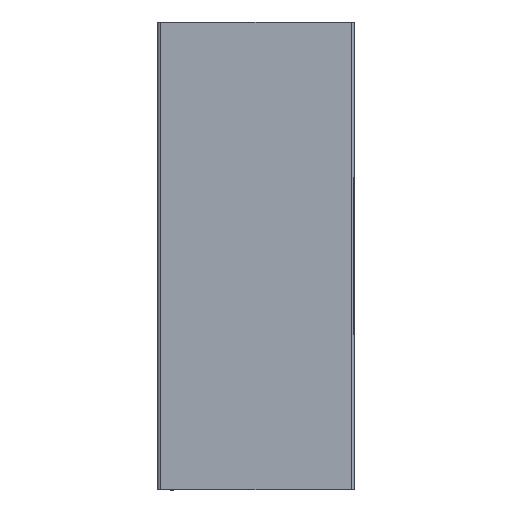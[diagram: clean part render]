
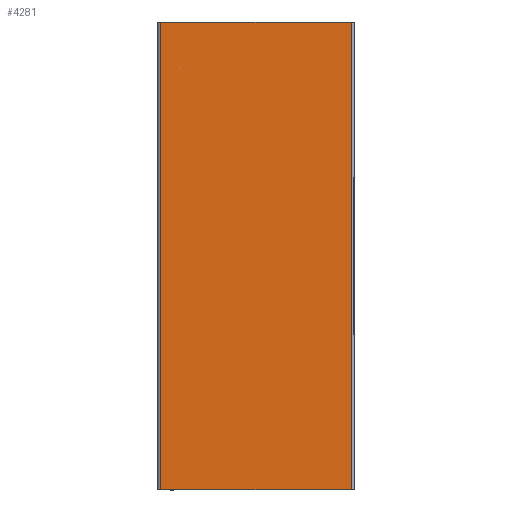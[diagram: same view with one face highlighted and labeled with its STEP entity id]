
A CAD part, left-side view. The second image highlights one B-rep face of the part: STEP entity #4281.
In plain terms, the highlighted planar face has unit normal (-1, 0, 0).
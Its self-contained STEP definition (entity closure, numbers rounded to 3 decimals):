
#132 = ORIENTED_EDGE ( 'NONE', *, *, #244, .F. ) ;
#244 = EDGE_CURVE ( 'NONE', #2256, #1385, #3806, .T. ) ;
#306 = CARTESIAN_POINT ( 'NONE',  ( 0., -102., 500. ) ) ;
#309 = DIRECTION ( 'NONE',  ( 0., 0., -1. ) ) ;
#377 = EDGE_CURVE ( 'NONE', #1340, #1385, #1338, .T. ) ;
#389 = VECTOR ( 'NONE', #309, 1000. ) ;
#394 = LINE ( 'NONE', #3020, #3865 ) ;
#978 = VECTOR ( 'NONE', #4390, 1000. ) ;
#1098 = CARTESIAN_POINT ( 'NONE',  ( 0., -102., 0. ) ) ;
#1182 = FACE_OUTER_BOUND ( 'NONE', #1594, .T. ) ;
#1338 = LINE ( 'NONE', #1952, #389 ) ;
#1340 = VERTEX_POINT ( 'NONE', #4251 ) ;
#1385 = VERTEX_POINT ( 'NONE', #2797 ) ;
#1594 = EDGE_LOOP ( 'NONE', ( #132, #3178, #2988, #3671 ) ) ;
#1867 = DIRECTION ( 'NONE',  ( 0., 1., 0. ) ) ;
#1952 = CARTESIAN_POINT ( 'NONE',  ( 0., 102., 500. ) ) ;
#2064 = DIRECTION ( 'NONE',  ( 0., 0., 1. ) ) ;
#2160 = EDGE_CURVE ( 'NONE', #4414, #2256, #4025, .T. ) ;
#2256 = VERTEX_POINT ( 'NONE', #4115 ) ;
#2320 = DIRECTION ( 'NONE',  ( 0., 1., 0. ) ) ;
#2401 = VECTOR ( 'NONE', #2320, 1000. ) ;
#2797 = CARTESIAN_POINT ( 'NONE',  ( 0., 102., 0. ) ) ;
#2905 = PLANE ( 'NONE',  #2993 ) ;
#2988 = ORIENTED_EDGE ( 'NONE', *, *, #4095, .T. ) ;
#2993 = AXIS2_PLACEMENT_3D ( 'NONE', #3649, #4140, #2064 ) ;
#3020 = CARTESIAN_POINT ( 'NONE',  ( 0., -102., 500. ) ) ;
#3119 = CARTESIAN_POINT ( 'NONE',  ( 0., -102., 500. ) ) ;
#3178 = ORIENTED_EDGE ( 'NONE', *, *, #2160, .F. ) ;
#3649 = CARTESIAN_POINT ( 'NONE',  ( 0., -102., 500. ) ) ;
#3671 = ORIENTED_EDGE ( 'NONE', *, *, #377, .T. ) ;
#3806 = LINE ( 'NONE', #1098, #2401 ) ;
#3865 = VECTOR ( 'NONE', #1867, 1000. ) ;
#4025 = LINE ( 'NONE', #306, #978 ) ;
#4095 = EDGE_CURVE ( 'NONE', #4414, #1340, #394, .T. ) ;
#4115 = CARTESIAN_POINT ( 'NONE',  ( 0., -102., 0. ) ) ;
#4140 = DIRECTION ( 'NONE',  ( -1., 0., 0. ) ) ;
#4251 = CARTESIAN_POINT ( 'NONE',  ( 0., 102., 500. ) ) ;
#4281 = ADVANCED_FACE ( 'NONE', ( #1182 ), #2905, .T. ) ;
#4390 = DIRECTION ( 'NONE',  ( 0., 0., -1. ) ) ;
#4414 = VERTEX_POINT ( 'NONE', #3119 ) ;
